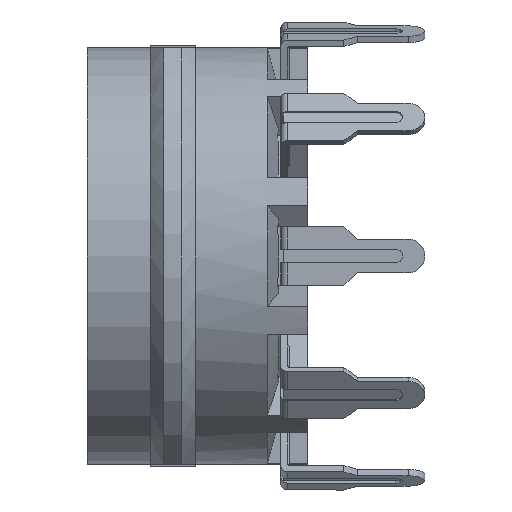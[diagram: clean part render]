
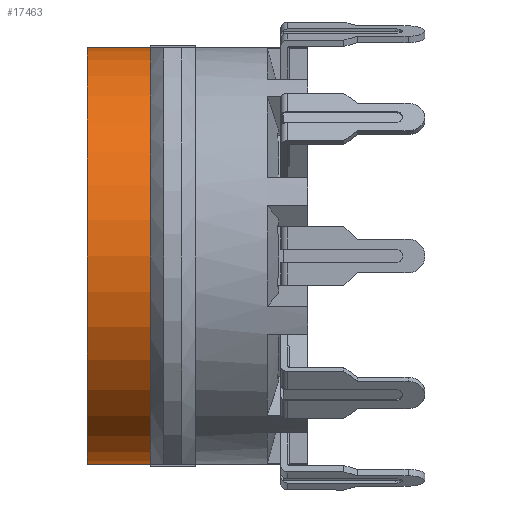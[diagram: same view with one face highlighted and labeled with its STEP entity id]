
A CAD part, left-side view. The second image highlights one B-rep face of the part: STEP entity #17463.
In plain terms, the highlighted cylindrical face has radius 9.25 mm (diameter 18.5 mm), a partial arc.
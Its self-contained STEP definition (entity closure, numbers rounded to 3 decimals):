
#624 = CARTESIAN_POINT ( 'NONE',  ( 0., 8.5, -9.25 ) ) ;
#925 = CARTESIAN_POINT ( 'NONE',  ( 0., 8.5, 9.25 ) ) ;
#1069 = EDGE_CURVE ( 'NONE', #7736, #15308, #4660, .T. ) ;
#1576 = AXIS2_PLACEMENT_3D ( 'NONE', #24954, #10514, #25374 ) ;
#1696 = EDGE_CURVE ( 'NONE', #14123, #7736, #7980, .T. ) ;
#1720 = AXIS2_PLACEMENT_3D ( 'NONE', #10014, #25286, #22912 ) ;
#2026 = CIRCLE ( 'NONE', #1576, 9.25 ) ;
#3226 = DIRECTION ( 'NONE',  ( 0., -1., 0. ) ) ;
#3409 = EDGE_LOOP ( 'NONE', ( #5132, #7520, #13346, #4461 ) ) ;
#4461 = ORIENTED_EDGE ( 'NONE', *, *, #1069, .T. ) ;
#4660 = CIRCLE ( 'NONE', #16550, 9.25 ) ;
#5132 = ORIENTED_EDGE ( 'NONE', *, *, #26779, .F. ) ;
#5163 = CARTESIAN_POINT ( 'NONE',  ( 0., 5.7, 0. ) ) ;
#5909 = CARTESIAN_POINT ( 'NONE',  ( 0., 0., -9.25 ) ) ;
#6511 = VECTOR ( 'NONE', #3226, 1000. ) ;
#6581 = VERTEX_POINT ( 'NONE', #925 ) ;
#6987 = CARTESIAN_POINT ( 'NONE',  ( 0., 5.7, 9.25 ) ) ;
#7222 = DIRECTION ( 'NONE',  ( 0., 1., 0. ) ) ;
#7520 = ORIENTED_EDGE ( 'NONE', *, *, #23792, .T. ) ;
#7736 = VERTEX_POINT ( 'NONE', #19526 ) ;
#7980 = LINE ( 'NONE', #5909, #17906 ) ;
#8113 = DIRECTION ( 'NONE',  ( 0., -1., 0. ) ) ;
#10014 = CARTESIAN_POINT ( 'NONE',  ( 0., 0., 0. ) ) ;
#10514 = DIRECTION ( 'NONE',  ( 0., -1., 0. ) ) ;
#13346 = ORIENTED_EDGE ( 'NONE', *, *, #1696, .T. ) ;
#14123 = VERTEX_POINT ( 'NONE', #624 ) ;
#15308 = VERTEX_POINT ( 'NONE', #6987 ) ;
#15649 = DIRECTION ( 'NONE',  ( 0., 0., -1. ) ) ;
#16550 = AXIS2_PLACEMENT_3D ( 'NONE', #5163, #7222, #15649 ) ;
#17463 = ADVANCED_FACE ( 'NONE', ( #23182 ), #25154, .T. ) ;
#17906 = VECTOR ( 'NONE', #8113, 1000. ) ;
#19526 = CARTESIAN_POINT ( 'NONE',  ( 0., 5.7, -9.25 ) ) ;
#20064 = CARTESIAN_POINT ( 'NONE',  ( 0., 0., 9.25 ) ) ;
#22912 = DIRECTION ( 'NONE',  ( 0., 0., -1. ) ) ;
#23182 = FACE_OUTER_BOUND ( 'NONE', #3409, .T. ) ;
#23792 = EDGE_CURVE ( 'NONE', #6581, #14123, #2026, .T. ) ;
#24954 = CARTESIAN_POINT ( 'NONE',  ( 0., 8.5, 0. ) ) ;
#25154 = CYLINDRICAL_SURFACE ( 'NONE', #1720, 9.25 ) ;
#25286 = DIRECTION ( 'NONE',  ( 0., -1., 0. ) ) ;
#25374 = DIRECTION ( 'NONE',  ( 0., 0., -1. ) ) ;
#26095 = LINE ( 'NONE', #20064, #6511 ) ;
#26779 = EDGE_CURVE ( 'NONE', #6581, #15308, #26095, .T. ) ;
